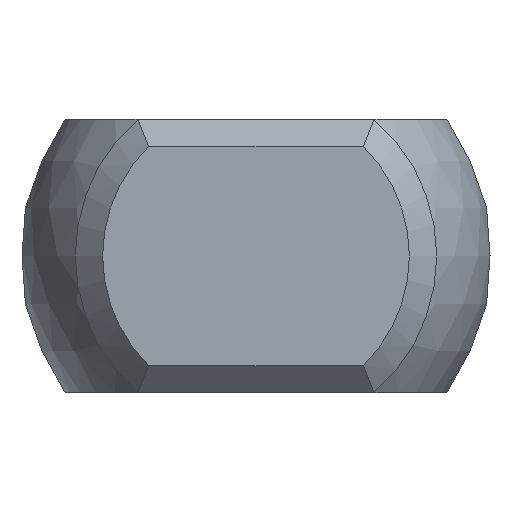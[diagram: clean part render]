
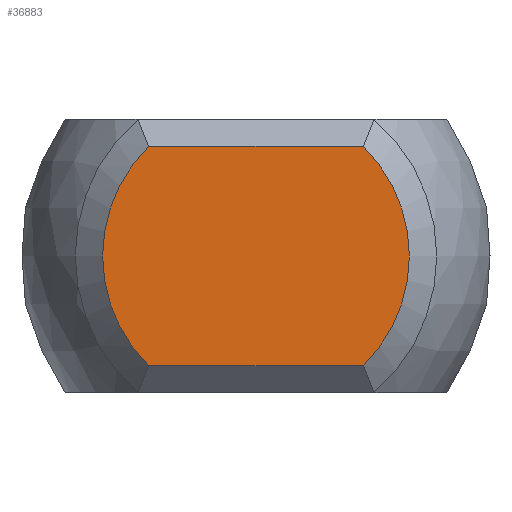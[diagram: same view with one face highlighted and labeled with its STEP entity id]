
A CAD part, left-side view. The second image highlights one B-rep face of the part: STEP entity #36883.
In plain terms, the highlighted planar face has unit normal (-1, 0, 0).
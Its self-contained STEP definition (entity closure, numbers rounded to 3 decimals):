
#34544 = PLANE('',#34545);
#34545 = AXIS2_PLACEMENT_3D('',#34546,#34547,#34548);
#34546 = CARTESIAN_POINT('',(-37.25,3.125,2.25));
#34547 = DIRECTION('',(0.707,0.,-0.707));
#34548 = DIRECTION('',(-0.707,0.,-0.707));
#36260 = EDGE_CURVE('',#36261,#36263,#36265,.T.);
#36261 = VERTEX_POINT('',#36262);
#36262 = CARTESIAN_POINT('',(-37.5,-1.96,-2.));
#36263 = VERTEX_POINT('',#36264);
#36264 = CARTESIAN_POINT('',(-37.5,-1.96,2.));
#36265 = SURFACE_CURVE('',#36266,(#36271,#36283),.PCURVE_S1.);
#36266 = CIRCLE('',#36267,2.8);
#36267 = AXIS2_PLACEMENT_3D('',#36268,#36269,#36270);
#36268 = CARTESIAN_POINT('',(-37.5,0.,0.));
#36269 = DIRECTION('',(-1.,0.,0.));
#36270 = DIRECTION('',(0.,-1.,0.));
#36271 = PCURVE('',#36272,#36277);
#36272 = CONICAL_SURFACE('',#36273,3.05,0.785);
#36273 = AXIS2_PLACEMENT_3D('',#36274,#36275,#36276);
#36274 = CARTESIAN_POINT('',(-37.25,0.,0.));
#36275 = DIRECTION('',(1.,0.,0.));
#36276 = DIRECTION('',(0.,-1.,0.));
#36277 = DEFINITIONAL_REPRESENTATION('',(#36278),#36282);
#36278 = LINE('',#36279,#36280);
#36279 = CARTESIAN_POINT('',(6.283,-0.25));
#36280 = VECTOR('',#36281,1.);
#36281 = DIRECTION('',(-1.,0.));
#36282 = ( GEOMETRIC_REPRESENTATION_CONTEXT(2) 
PARAMETRIC_REPRESENTATION_CONTEXT() REPRESENTATION_CONTEXT('2D SPACE',''
  ) );
#36283 = PCURVE('',#36284,#36289);
#36284 = PLANE('',#36285);
#36285 = AXIS2_PLACEMENT_3D('',#36286,#36287,#36288);
#36286 = CARTESIAN_POINT('',(-37.5,0.,0.));
#36287 = DIRECTION('',(1.,0.,0.));
#36288 = DIRECTION('',(0.,0.,-1.));
#36289 = DEFINITIONAL_REPRESENTATION('',(#36290),#36298);
#36290 = ( BOUNDED_CURVE() B_SPLINE_CURVE(2,(#36291,#36292,#36293,#36294
    ,#36295,#36296,#36297),.UNSPECIFIED.,.T.,.F.) 
B_SPLINE_CURVE_WITH_KNOTS((1,2,2,2,2,1),(-2.094,0.,
    2.094,4.189,6.283,8.378),
.UNSPECIFIED.) CURVE() GEOMETRIC_REPRESENTATION_ITEM() 
RATIONAL_B_SPLINE_CURVE((1.,0.5,1.,0.5,1.,0.5,1.)) REPRESENTATION_ITEM(
  '') );
#36291 = CARTESIAN_POINT('',(0.,-2.8));
#36292 = CARTESIAN_POINT('',(-4.85,-2.8));
#36293 = CARTESIAN_POINT('',(-2.425,1.4));
#36294 = CARTESIAN_POINT('',(0.,5.6));
#36295 = CARTESIAN_POINT('',(2.425,1.4));
#36296 = CARTESIAN_POINT('',(4.85,-2.8));
#36297 = CARTESIAN_POINT('',(0.,-2.8));
#36298 = ( GEOMETRIC_REPRESENTATION_CONTEXT(2) 
PARAMETRIC_REPRESENTATION_CONTEXT() REPRESENTATION_CONTEXT('2D SPACE',''
  ) );
#36316 = PLANE('',#36317);
#36317 = AXIS2_PLACEMENT_3D('',#36318,#36319,#36320);
#36318 = CARTESIAN_POINT('',(-37.25,-3.125,-2.25));
#36319 = DIRECTION('',(0.707,0.,0.707)
  );
#36320 = DIRECTION('',(0.707,0.,-0.707));
#36376 = EDGE_CURVE('',#36263,#36377,#36379,.T.);
#36377 = VERTEX_POINT('',#36378);
#36378 = CARTESIAN_POINT('',(-37.5,1.96,2.));
#36379 = SURFACE_CURVE('',#36380,(#36384,#36391),.PCURVE_S1.);
#36380 = LINE('',#36381,#36382);
#36381 = CARTESIAN_POINT('',(-37.5,3.125,2.));
#36382 = VECTOR('',#36383,1.);
#36383 = DIRECTION('',(0.,1.,0.));
#36384 = PCURVE('',#34544,#36385);
#36385 = DEFINITIONAL_REPRESENTATION('',(#36386),#36390);
#36386 = LINE('',#36387,#36388);
#36387 = CARTESIAN_POINT('',(0.354,0.));
#36388 = VECTOR('',#36389,1.);
#36389 = DIRECTION('',(0.,1.));
#36390 = ( GEOMETRIC_REPRESENTATION_CONTEXT(2) 
PARAMETRIC_REPRESENTATION_CONTEXT() REPRESENTATION_CONTEXT('2D SPACE',''
  ) );
#36391 = PCURVE('',#36284,#36392);
#36392 = DEFINITIONAL_REPRESENTATION('',(#36393),#36397);
#36393 = LINE('',#36394,#36395);
#36394 = CARTESIAN_POINT('',(-2.,3.125));
#36395 = VECTOR('',#36396,1.);
#36396 = DIRECTION('',(0.,1.));
#36397 = ( GEOMETRIC_REPRESENTATION_CONTEXT(2) 
PARAMETRIC_REPRESENTATION_CONTEXT() REPRESENTATION_CONTEXT('2D SPACE',''
  ) );
#36417 = CONICAL_SURFACE('',#36418,3.05,0.785);
#36418 = AXIS2_PLACEMENT_3D('',#36419,#36420,#36421);
#36419 = CARTESIAN_POINT('',(-37.25,0.,0.));
#36420 = DIRECTION('',(1.,0.,0.));
#36421 = DIRECTION('',(-0.,1.,0.));
#36431 = EDGE_CURVE('',#36377,#36432,#36434,.T.);
#36432 = VERTEX_POINT('',#36433);
#36433 = CARTESIAN_POINT('',(-37.5,1.96,-2.));
#36434 = SURFACE_CURVE('',#36435,(#36440,#36447),.PCURVE_S1.);
#36435 = CIRCLE('',#36436,2.8);
#36436 = AXIS2_PLACEMENT_3D('',#36437,#36438,#36439);
#36437 = CARTESIAN_POINT('',(-37.5,0.,0.));
#36438 = DIRECTION('',(-1.,0.,0.));
#36439 = DIRECTION('',(0.,1.,0.));
#36440 = PCURVE('',#36417,#36441);
#36441 = DEFINITIONAL_REPRESENTATION('',(#36442),#36446);
#36442 = LINE('',#36443,#36444);
#36443 = CARTESIAN_POINT('',(6.283,-0.25));
#36444 = VECTOR('',#36445,1.);
#36445 = DIRECTION('',(-1.,0.));
#36446 = ( GEOMETRIC_REPRESENTATION_CONTEXT(2) 
PARAMETRIC_REPRESENTATION_CONTEXT() REPRESENTATION_CONTEXT('2D SPACE',''
  ) );
#36447 = PCURVE('',#36284,#36448);
#36448 = DEFINITIONAL_REPRESENTATION('',(#36449),#36457);
#36449 = ( BOUNDED_CURVE() B_SPLINE_CURVE(2,(#36450,#36451,#36452,#36453
    ,#36454,#36455,#36456),.UNSPECIFIED.,.T.,.F.) 
B_SPLINE_CURVE_WITH_KNOTS((1,2,2,2,2,1),(-2.094,0.,
    2.094,4.189,6.283,8.378),
.UNSPECIFIED.) CURVE() GEOMETRIC_REPRESENTATION_ITEM() 
RATIONAL_B_SPLINE_CURVE((1.,0.5,1.,0.5,1.,0.5,1.)) REPRESENTATION_ITEM(
  '') );
#36450 = CARTESIAN_POINT('',(0.,2.8));
#36451 = CARTESIAN_POINT('',(4.85,2.8));
#36452 = CARTESIAN_POINT('',(2.425,-1.4));
#36453 = CARTESIAN_POINT('',(0.,-5.6));
#36454 = CARTESIAN_POINT('',(-2.425,-1.4));
#36455 = CARTESIAN_POINT('',(-4.85,2.8));
#36456 = CARTESIAN_POINT('',(0.,2.8));
#36457 = ( GEOMETRIC_REPRESENTATION_CONTEXT(2) 
PARAMETRIC_REPRESENTATION_CONTEXT() REPRESENTATION_CONTEXT('2D SPACE',''
  ) );
#36531 = EDGE_CURVE('',#36432,#36261,#36532,.T.);
#36532 = SURFACE_CURVE('',#36533,(#36537,#36544),.PCURVE_S1.);
#36533 = LINE('',#36534,#36535);
#36534 = CARTESIAN_POINT('',(-37.5,-3.125,-2.));
#36535 = VECTOR('',#36536,1.);
#36536 = DIRECTION('',(0.,-1.,0.));
#36537 = PCURVE('',#36316,#36538);
#36538 = DEFINITIONAL_REPRESENTATION('',(#36539),#36543);
#36539 = LINE('',#36540,#36541);
#36540 = CARTESIAN_POINT('',(-0.354,0.));
#36541 = VECTOR('',#36542,1.);
#36542 = DIRECTION('',(0.,-1.));
#36543 = ( GEOMETRIC_REPRESENTATION_CONTEXT(2) 
PARAMETRIC_REPRESENTATION_CONTEXT() REPRESENTATION_CONTEXT('2D SPACE',''
  ) );
#36544 = PCURVE('',#36284,#36545);
#36545 = DEFINITIONAL_REPRESENTATION('',(#36546),#36550);
#36546 = LINE('',#36547,#36548);
#36547 = CARTESIAN_POINT('',(2.,-3.125));
#36548 = VECTOR('',#36549,1.);
#36549 = DIRECTION('',(0.,-1.));
#36550 = ( GEOMETRIC_REPRESENTATION_CONTEXT(2) 
PARAMETRIC_REPRESENTATION_CONTEXT() REPRESENTATION_CONTEXT('2D SPACE',''
  ) );
#36883 = ADVANCED_FACE('',(#36884),#36284,.F.);
#36884 = FACE_BOUND('',#36885,.T.);
#36885 = EDGE_LOOP('',(#36886,#36887,#36888,#36889));
#36886 = ORIENTED_EDGE('',*,*,#36260,.T.);
#36887 = ORIENTED_EDGE('',*,*,#36376,.T.);
#36888 = ORIENTED_EDGE('',*,*,#36431,.T.);
#36889 = ORIENTED_EDGE('',*,*,#36531,.T.);
